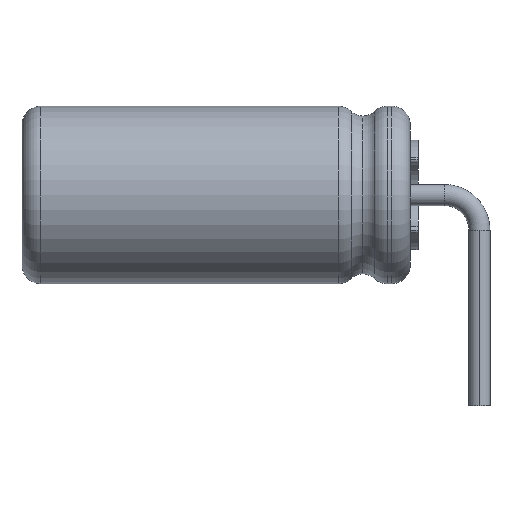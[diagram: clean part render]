
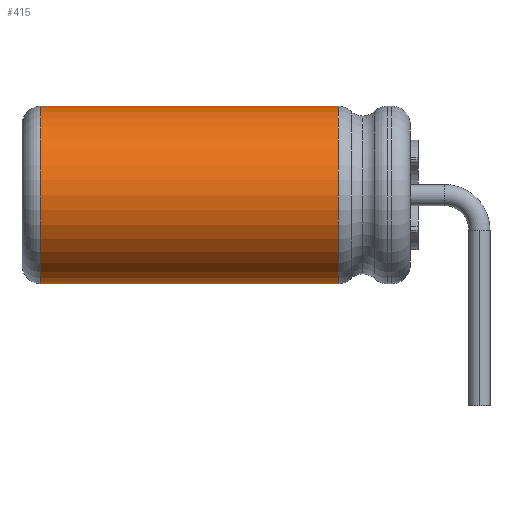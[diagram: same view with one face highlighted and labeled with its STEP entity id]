
A CAD part, left-side view. The second image highlights one B-rep face of the part: STEP entity #415.
In plain terms, the highlighted cylindrical face has radius 2.525 mm (diameter 5.051 mm), a partial arc.
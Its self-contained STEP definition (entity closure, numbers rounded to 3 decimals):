
#335 = EDGE_LOOP ( 'NONE', ( #336, #340, #396, #397 ) ) ;
#336 = ORIENTED_EDGE ( 'NONE', *, *, #337, .T. ) ;
#337 = EDGE_CURVE ( 'NONE', #338, #339, #2073, .T. ) ;
#338 = VERTEX_POINT ( 'NONE', #2068 ) ;
#339 = VERTEX_POINT ( 'NONE', #2067 ) ;
#340 = ORIENTED_EDGE ( 'NONE', *, *, #341, .F. ) ;
#341 = EDGE_CURVE ( 'NONE', #355, #339, #2065, .T. ) ;
#353 = EDGE_CURVE ( 'NONE', #354, #355, #2128, .T. ) ;
#354 = VERTEX_POINT ( 'NONE', #2174 ) ;
#355 = VERTEX_POINT ( 'NONE', #2173 ) ;
#396 = ORIENTED_EDGE ( 'NONE', *, *, #353, .F. ) ;
#397 = ORIENTED_EDGE ( 'NONE', *, *, #398, .F. ) ;
#398 = EDGE_CURVE ( 'NONE', #338, #354, #2316, .T. ) ;
#415 = ADVANCED_FACE ( 'NONE', ( #2328 ), #2374, .T. ) ;
#2065 = LINE ( 'NONE', #2123, #2122 ) ;
#2067 = CARTESIAN_POINT ( 'NONE',  ( 0., 11., -2.525 ) ) ;
#2068 = CARTESIAN_POINT ( 'NONE',  ( 0., 11., 2.525 ) ) ;
#2069 = DIRECTION ( 'NONE',  ( 1., 0., 0. ) ) ;
#2070 = DIRECTION ( 'NONE',  ( 0., -1., 0. ) ) ;
#2071 = CARTESIAN_POINT ( 'NONE',  ( 0., 11., 0. ) ) ;
#2072 = AXIS2_PLACEMENT_3D ( 'NONE', #2071, #2070, #2069 ) ;
#2073 = CIRCLE ( 'NONE', #2072, 2.525 ) ;
#2121 = DIRECTION ( 'NONE',  ( 0., 1., 0. ) ) ;
#2122 = VECTOR ( 'NONE', #2121, 1000. ) ;
#2123 = CARTESIAN_POINT ( 'NONE',  ( 0., 12.922, -2.525 ) ) ;
#2128 = CIRCLE ( 'NONE', #2178, 2.525 ) ;
#2173 = CARTESIAN_POINT ( 'NONE',  ( 0., 2.52, -2.525 ) ) ;
#2174 = CARTESIAN_POINT ( 'NONE',  ( 0., 2.52, 2.525 ) ) ;
#2175 = DIRECTION ( 'NONE',  ( 1., 0., 0. ) ) ;
#2176 = DIRECTION ( 'NONE',  ( 0., -1., 0. ) ) ;
#2177 = CARTESIAN_POINT ( 'NONE',  ( 0., 2.52, 0. ) ) ;
#2178 = AXIS2_PLACEMENT_3D ( 'NONE', #2177, #2176, #2175 ) ;
#2313 = DIRECTION ( 'NONE',  ( 0., -1., 0. ) ) ;
#2314 = VECTOR ( 'NONE', #2313, 1000. ) ;
#2315 = CARTESIAN_POINT ( 'NONE',  ( 0., 12.922, 2.525 ) ) ;
#2316 = LINE ( 'NONE', #2315, #2314 ) ;
#2328 = FACE_OUTER_BOUND ( 'NONE', #335, .T. ) ;
#2368 = DIRECTION ( 'NONE',  ( 1., 0., 0. ) ) ;
#2369 = DIRECTION ( 'NONE',  ( 0., 1., 0. ) ) ;
#2370 = CARTESIAN_POINT ( 'NONE',  ( 0., 12.922, 0. ) ) ;
#2371 = AXIS2_PLACEMENT_3D ( 'NONE', #2370, #2369, #2368 ) ;
#2374 = CYLINDRICAL_SURFACE ( 'NONE', #2371, 2.525 ) ;
